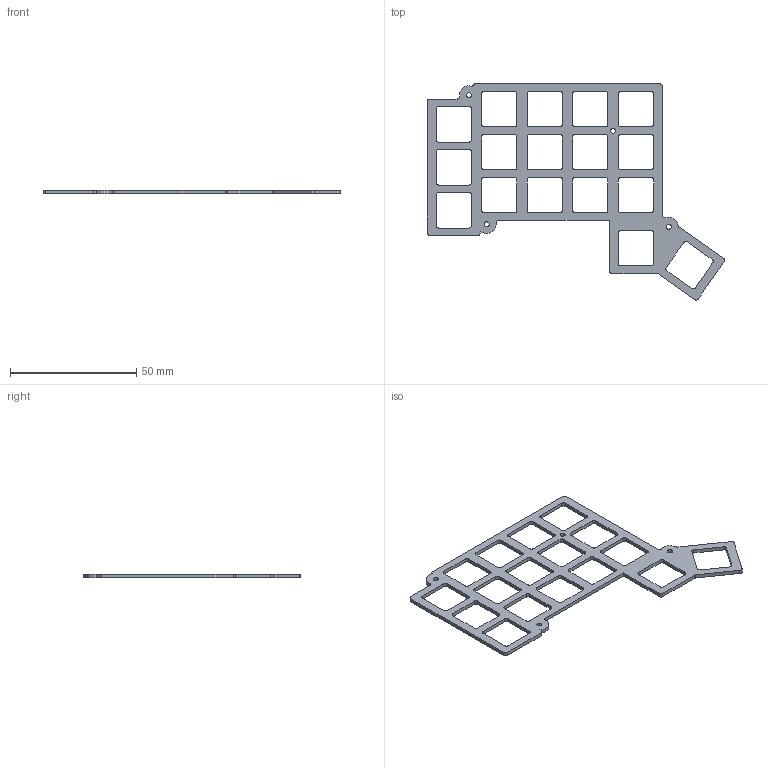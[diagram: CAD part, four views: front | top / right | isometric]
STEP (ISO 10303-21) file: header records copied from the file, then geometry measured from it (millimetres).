
FILE_DESCRIPTION(('KiCad electronic assembly'),'2;1');
FILE_NAME('dofeKeyboard_topPlate.step','2025-11-16T09:37:31',('Pcbnew'), ('Kicad'),'Open CASCADE STEP processor 7.9','KiCad to STEP converter', 'Unknown');
FILE_SCHEMA(('AUTOMOTIVE_DESIGN { 1 0 10303 214 1 1 1 1 }'));
Length unit declared in the file: millimetre
Products named in the file (2): dofeKeyboard_topPlate 1; dofeKeyboard_topPlate_PCB
Assembly tree (1 placements, depth 2):
  dofeKeyboard_topPlate 1
    dofeKeyboard_topPlate_PCB
Bounding box: 117.69 x 85.52 x 1.51 mm (x, y, z)
Volume: 4050.4 mm3; surface area: 7382.1 mm2
Topology: 1 solids, 1 shells, 174 faces, 516 edges, 344 vertices
Faces by surface type: cylinder 88, plane 86
Full cylindrical faces by diameter (mm): 2 x4
Entity records: 5997 total; most frequent: DIRECTION 1044, CARTESIAN_POINT 1036, ORIENTED_EDGE 1032, EDGE_CURVE 516, AXIS2_PLACEMENT_3D 352, VERTEX_POINT 344, LINE 340, VECTOR 340
